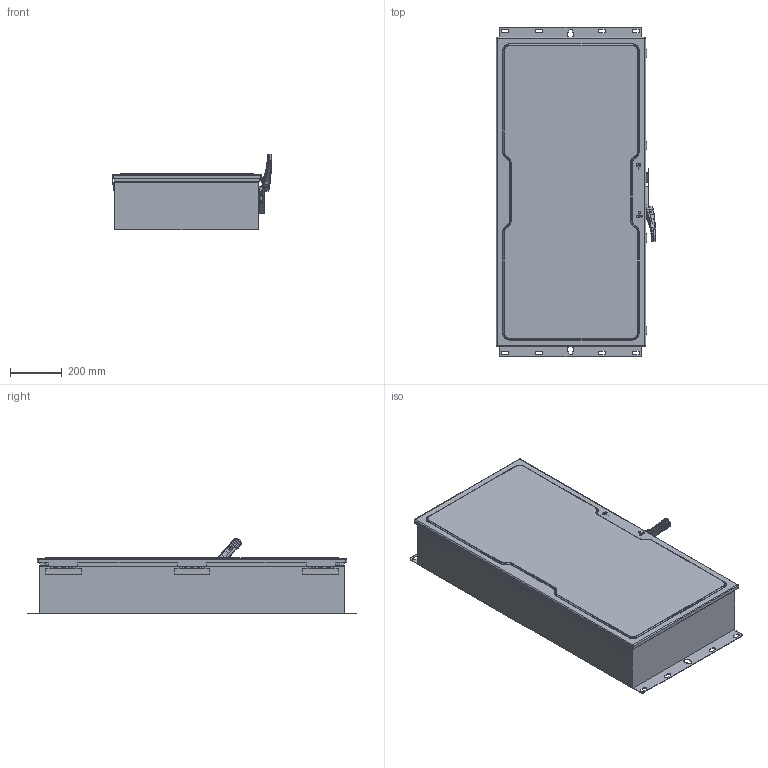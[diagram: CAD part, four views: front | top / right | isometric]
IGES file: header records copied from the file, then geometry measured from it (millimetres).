
Start section: Maximum GME point tolerance:  0.01 Minimum GME point tolerance:  0.01
Global section: file name: EOHU366S.igs; native system: NX I-deas 6.1 m2; preprocessor: IGES 5.3; author: NONE; organization: NONE; date: 140204.113227; units: millimetre
Bounding box: 620.52 x 1280 x 294.72 mm (x, y, z)
Surface area: 2424575.5 mm2 (no closed solid volume)
Topology: 0 solids, 0 shells, 1696 faces, 9752 edges, 9584 vertices
Faces by surface type: bspline 1696
